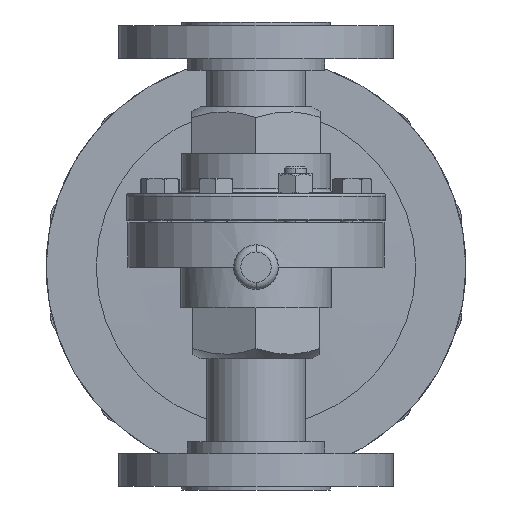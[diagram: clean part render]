
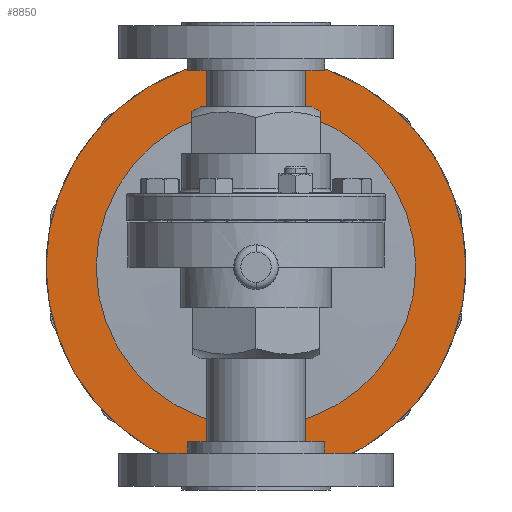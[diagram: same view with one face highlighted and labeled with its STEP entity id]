
A CAD part, front view. The second image highlights one B-rep face of the part: STEP entity #8850.
In plain terms, the highlighted planar face has unit normal (0, -1, 0).
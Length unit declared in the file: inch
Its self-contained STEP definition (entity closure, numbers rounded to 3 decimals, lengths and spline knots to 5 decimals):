
#445 = EDGE_CURVE ( 'NONE', #15297, #3730, #23651, .T. ) ;
#674 = VERTEX_POINT ( 'NONE', #14957 ) ;
#1115 = DIRECTION ( 'NONE',  ( 0., 0., -1. ) ) ;
#1118 = CIRCLE ( 'NONE', #1784, 2.6875 ) ;
#1238 = DIRECTION ( 'NONE',  ( 0., 0., -1. ) ) ;
#1784 = AXIS2_PLACEMENT_3D ( 'NONE', #10470, #21120, #21212 ) ;
#3730 = VERTEX_POINT ( 'NONE', #15005 ) ;
#4224 = DIRECTION ( 'NONE',  ( 0., 0., -1. ) ) ;
#4393 = ORIENTED_EDGE ( 'NONE', *, *, #20302, .T. ) ;
#4619 = CARTESIAN_POINT ( 'NONE',  ( 0., 2.656, 2.6875 ) ) ;
#7405 = CARTESIAN_POINT ( 'NONE',  ( 0., 2.656, 0. ) ) ;
#8048 = DIRECTION ( 'NONE',  ( 0., 0., -1. ) ) ;
#8850 = ADVANCED_FACE ( 'NONE', ( #10176, #10847 ), #12549, .T. ) ;
#9915 = CARTESIAN_POINT ( 'NONE',  ( 0., 2.656, 0. ) ) ;
#10176 = FACE_BOUND ( 'NONE', #14463, .T. ) ;
#10470 = CARTESIAN_POINT ( 'NONE',  ( 0., 2.656, 0. ) ) ;
#10585 = EDGE_CURVE ( 'NONE', #674, #18477, #16872, .T. ) ;
#10847 = FACE_OUTER_BOUND ( 'NONE', #18883, .T. ) ;
#11217 = ORIENTED_EDGE ( 'NONE', *, *, #445, .T. ) ;
#12549 = PLANE ( 'NONE',  #21106 ) ;
#14041 = DIRECTION ( 'NONE',  ( 0., -1., 0. ) ) ;
#14463 = EDGE_LOOP ( 'NONE', ( #17038, #26258 ) ) ;
#14947 = CIRCLE ( 'NONE', #15174, 3.53 ) ;
#14957 = CARTESIAN_POINT ( 'NONE',  ( 0., 2.656, -2.6875 ) ) ;
#15005 = CARTESIAN_POINT ( 'NONE',  ( 0., 2.656, 3.53 ) ) ;
#15174 = AXIS2_PLACEMENT_3D ( 'NONE', #9915, #16221, #1238 ) ;
#15297 = VERTEX_POINT ( 'NONE', #24204 ) ;
#16221 = DIRECTION ( 'NONE',  ( 0., -1., 0. ) ) ;
#16451 = DIRECTION ( 'NONE',  ( 0., -1., 0. ) ) ;
#16872 = CIRCLE ( 'NONE', #24060, 2.6875 ) ;
#17038 = ORIENTED_EDGE ( 'NONE', *, *, #10585, .F. ) ;
#18477 = VERTEX_POINT ( 'NONE', #4619 ) ;
#18883 = EDGE_LOOP ( 'NONE', ( #11217, #4393 ) ) ;
#20302 = EDGE_CURVE ( 'NONE', #3730, #15297, #14947, .T. ) ;
#20358 = EDGE_CURVE ( 'NONE', #18477, #674, #1118, .T. ) ;
#21106 = AXIS2_PLACEMENT_3D ( 'NONE', #21323, #27744, #4224 ) ;
#21120 = DIRECTION ( 'NONE',  ( 0., -1., 0. ) ) ;
#21212 = DIRECTION ( 'NONE',  ( 0., 0., -1. ) ) ;
#21323 = CARTESIAN_POINT ( 'NONE',  ( 0., 2.656, -3.6025 ) ) ;
#23651 = CIRCLE ( 'NONE', #26522, 3.53 ) ;
#24060 = AXIS2_PLACEMENT_3D ( 'NONE', #25167, #16451, #8048 ) ;
#24204 = CARTESIAN_POINT ( 'NONE',  ( 0., 2.656, -3.53 ) ) ;
#25167 = CARTESIAN_POINT ( 'NONE',  ( 0., 2.656, 0. ) ) ;
#26258 = ORIENTED_EDGE ( 'NONE', *, *, #20358, .F. ) ;
#26522 = AXIS2_PLACEMENT_3D ( 'NONE', #7405, #14041, #1115 ) ;
#27744 = DIRECTION ( 'NONE',  ( 0., -1., 0. ) ) ;
